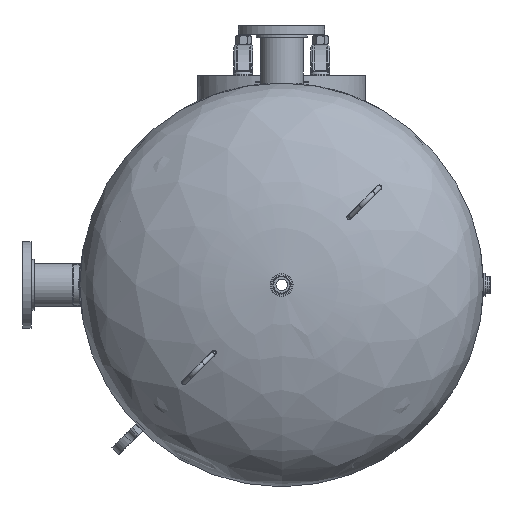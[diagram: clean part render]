
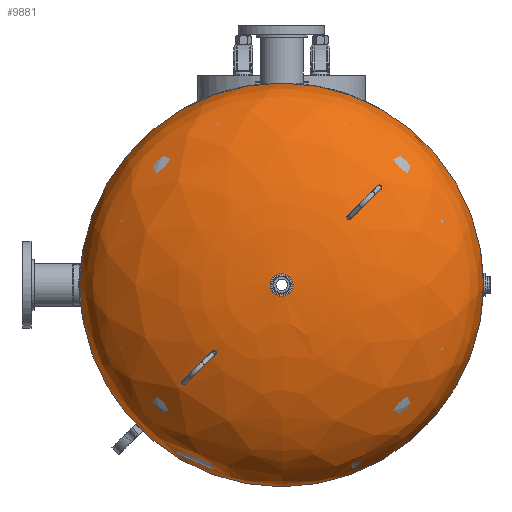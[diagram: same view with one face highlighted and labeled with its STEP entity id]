
A CAD part, left-side view. The second image highlights one B-rep face of the part: STEP entity #9881.
In plain terms, the highlighted free-form (B-spline) face has degree [2, 2] with [3, 9] control points.
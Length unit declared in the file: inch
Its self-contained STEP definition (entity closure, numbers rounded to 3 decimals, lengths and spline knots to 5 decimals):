
#187=ELLIPSE('',#10778,21.,10.612);
#691=CIRCLE('',#10776,21.);
#692=CIRCLE('',#10777,21.);
#3005=FACE_OUTER_BOUND('',#3572,.T.);
#3572=EDGE_LOOP('',(#7095,#7096,#7097,#7098,#7099,#7100));
#4197=B_SPLINE_CURVE_WITH_KNOTS('',3,(#15853,#15854,#15855,#15856,#15857,
#15858,#15859,#15860,#15861,#15862,#15863,#15864,#15865,#15866,#15867,#15868,
#15869,#15870,#15871,#15872,#15873,#15874,#15875,#15876,#15877,#15878,#15879,
#15880),.UNSPECIFIED.,.F.,.F.,(4,2,2,2,2,2,2,2,2,2,2,2,2,4),(-14.50648,
-13.99735,-13.48822,-12.58901,-11.68979,
-10.79058,-9.89136,-8.99215,-8.09293,
-7.19372,-6.2945,-5.39529,-4.49607,
-3.62708),.UNSPECIFIED.);
#4198=B_SPLINE_CURVE_WITH_KNOTS('',3,(#15881,#15882,#15883,#15884,#15885,
#15886,#15887,#15888,#15889,#15890,#15891,#15892),.UNSPECIFIED.,.F.,.F.,
(4,2,2,2,2,4),(-3.62708,-3.59686,-2.69764,-1.79843,
-0.89921,0.),.UNSPECIFIED.);
#4490=VERTEX_POINT('',#15850);
#4491=VERTEX_POINT('',#15852);
#4510=VERTEX_POINT('',#16133);
#4511=VERTEX_POINT('',#16134);
#5492=EDGE_CURVE('',#4491,#4490,#4197,.T.);
#5493=EDGE_CURVE('',#4490,#4491,#4198,.T.);
#5519=EDGE_CURVE('',#4510,#4511,#691,.T.);
#5520=EDGE_CURVE('',#4511,#4510,#692,.T.);
#5522=EDGE_CURVE('',#4510,#4491,#187,.T.);
#7095=ORIENTED_EDGE('',*,*,#5492,.T.);
#7096=ORIENTED_EDGE('',*,*,#5493,.T.);
#7097=ORIENTED_EDGE('',*,*,#5522,.F.);
#7098=ORIENTED_EDGE('',*,*,#5519,.T.);
#7099=ORIENTED_EDGE('',*,*,#5520,.T.);
#7100=ORIENTED_EDGE('',*,*,#5522,.T.);
#9833=(
BOUNDED_SURFACE()
B_SPLINE_SURFACE(2,2,((#16138,#16139,#16140,#16141,#16142,#16143,#16144,
#16145,#16146),(#16147,#16148,#16149,#16150,#16151,#16152,#16153,#16154,
#16155),(#16156,#16157,#16158,#16159,#16160,#16161,#16162,#16163,#16164)),
 .UNSPECIFIED.,.F.,.T.,.F.)
B_SPLINE_SURFACE_WITH_KNOTS((3,3),(3,2,2,2,3),(-1.5708,0.),
(0.,1.5708,3.14159,4.71239,6.28319),
 .UNSPECIFIED.)
GEOMETRIC_REPRESENTATION_ITEM()
RATIONAL_B_SPLINE_SURFACE(((1.,0.707,1.,0.707,1.,
0.707,1.,0.707,1.),(0.707,0.5,0.707,
0.5,0.707,0.5,0.707,0.5,0.707),(1.,
0.707,1.,0.707,1.,0.707,1.,0.707,
1.)))
REPRESENTATION_ITEM('')
SURFACE()
);
#9881=ADVANCED_FACE('',(#3005),#9833,.T.);
#10776=AXIS2_PLACEMENT_3D('',#16135,#11893,#11894);
#10777=AXIS2_PLACEMENT_3D('',#16136,#11895,#11896);
#10778=AXIS2_PLACEMENT_3D('',#16165,#11898,#11899);
#11893=DIRECTION('center_axis',(0.,0.,
1.));
#11894=DIRECTION('ref_axis',(1.,0.,0.));
#11895=DIRECTION('center_axis',(0.,0.,
1.));
#11896=DIRECTION('ref_axis',(1.,0.,0.));
#11898=DIRECTION('center_axis',(-1.,0.,0.));
#11899=DIRECTION('ref_axis',(0.,-1.,0.));
#15850=CARTESIAN_POINT('',(0.90625,0.,11.92761));
#15852=CARTESIAN_POINT('',(0.,-0.90625,11.92761));
#15853=CARTESIAN_POINT('Ctrl Pts',(0.,-0.90625,
11.92761));
#15854=CARTESIAN_POINT('Ctrl Pts',(-0.06681,-0.90625,
11.92761));
#15855=CARTESIAN_POINT('Ctrl Pts',(-0.13342,-0.89886,
11.92761));
#15856=CARTESIAN_POINT('Ctrl Pts',(-0.26381,-0.86957,
11.92761));
#15857=CARTESIAN_POINT('Ctrl Pts',(-0.32718,-0.84777,
11.92761));
#15858=CARTESIAN_POINT('Ctrl Pts',(-0.49424,-0.76872,
11.92761));
#15859=CARTESIAN_POINT('Ctrl Pts',(-0.59004,-0.6979,
11.92761));
#15860=CARTESIAN_POINT('Ctrl Pts',(-0.74909,-0.52353,
11.92761));
#15861=CARTESIAN_POINT('Ctrl Pts',(-0.81082,-0.42164,
11.92761));
#15862=CARTESIAN_POINT('Ctrl Pts',(-0.89176,-0.19994,
11.92761));
#15863=CARTESIAN_POINT('Ctrl Pts',(-0.91019,-0.08225,
11.92761));
#15864=CARTESIAN_POINT('Ctrl Pts',(-0.9009,0.15358,
11.92761));
#15865=CARTESIAN_POINT('Ctrl Pts',(-0.87327,0.26947,
11.92761));
#15866=CARTESIAN_POINT('Ctrl Pts',(-0.77514,0.48411,
11.92761));
#15867=CARTESIAN_POINT('Ctrl Pts',(-0.70559,0.58083,
11.92761));
#15868=CARTESIAN_POINT('Ctrl Pts',(-0.53332,0.74215,
11.92761));
#15869=CARTESIAN_POINT('Ctrl Pts',(-0.43225,0.80522,
11.92761));
#15870=CARTESIAN_POINT('Ctrl Pts',(-0.21163,0.88906,
11.92761));
#15871=CARTESIAN_POINT('Ctrl Pts',(-0.09418,0.90903,
11.92761));
#15872=CARTESIAN_POINT('Ctrl Pts',(0.14175,0.90284,
11.92761));
#15873=CARTESIAN_POINT('Ctrl Pts',(0.25798,0.87673,
11.92761));
#15874=CARTESIAN_POINT('Ctrl Pts',(0.4739,0.78143,
11.92761));
#15875=CARTESIAN_POINT('Ctrl Pts',(0.57152,0.71315,
11.92761));
#15876=CARTESIAN_POINT('Ctrl Pts',(0.73509,0.54301,
11.92761));
#15877=CARTESIAN_POINT('Ctrl Pts',(0.79948,0.44278,
11.92761));
#15878=CARTESIAN_POINT('Ctrl Pts',(0.88475,0.22696,11.92761));
#15879=CARTESIAN_POINT('Ctrl Pts',(0.90625,0.11397,
11.92761));
#15880=CARTESIAN_POINT('Ctrl Pts',(0.90625,0.,
11.92761));
#15881=CARTESIAN_POINT('Ctrl Pts',(0.90625,0.,
11.92761));
#15882=CARTESIAN_POINT('Ctrl Pts',(0.90625,-0.00396,
11.92761));
#15883=CARTESIAN_POINT('Ctrl Pts',(0.90622,-0.00793,
11.92761));
#15884=CARTESIAN_POINT('Ctrl Pts',(0.90462,-0.12989,
11.92761));
#15885=CARTESIAN_POINT('Ctrl Pts',(0.88004,-0.24646,
11.92761));
#15886=CARTESIAN_POINT('Ctrl Pts',(0.78758,-0.46361,
11.92761));
#15887=CARTESIAN_POINT('Ctrl Pts',(0.72059,-0.56211,
11.92761));
#15888=CARTESIAN_POINT('Ctrl Pts',(0.55261,-0.7279,
11.92761));
#15889=CARTESIAN_POINT('Ctrl Pts',(0.45323,-0.7936,
11.92761));
#15890=CARTESIAN_POINT('Ctrl Pts',(0.23489,-0.8832,
11.92761));
#15891=CARTESIAN_POINT('Ctrl Pts',(0.11801,-0.90625,
11.92761));
#15892=CARTESIAN_POINT('Ctrl Pts',(0.,-0.90625,
11.92761));
#16133=CARTESIAN_POINT('',(0.,-21.,1.3255));
#16134=CARTESIAN_POINT('',(0.,21.,1.3255));
#16135=CARTESIAN_POINT('Origin',(0.,0.,
1.3255));
#16136=CARTESIAN_POINT('Origin',(0.,0.,
1.3255));
#16138=CARTESIAN_POINT('Ctrl Pts',(0.,0.,
11.9375));
#16139=CARTESIAN_POINT('Ctrl Pts',(0.,0.,
11.9375));
#16140=CARTESIAN_POINT('Ctrl Pts',(0.,0.,
11.9375));
#16141=CARTESIAN_POINT('Ctrl Pts',(0.,0.,
11.9375));
#16142=CARTESIAN_POINT('Ctrl Pts',(0.,0.,
11.9375));
#16143=CARTESIAN_POINT('Ctrl Pts',(0.,0.,
11.9375));
#16144=CARTESIAN_POINT('Ctrl Pts',(0.,0.,
11.9375));
#16145=CARTESIAN_POINT('Ctrl Pts',(0.,0.,
11.9375));
#16146=CARTESIAN_POINT('Ctrl Pts',(0.,0.,
11.9375));
#16147=CARTESIAN_POINT('Ctrl Pts',(0.,-21.,11.9375));
#16148=CARTESIAN_POINT('Ctrl Pts',(21.,-21.,11.9375));
#16149=CARTESIAN_POINT('Ctrl Pts',(21.,0.,11.9375));
#16150=CARTESIAN_POINT('Ctrl Pts',(21.,21.,11.9375));
#16151=CARTESIAN_POINT('Ctrl Pts',(0.,21.,11.9375));
#16152=CARTESIAN_POINT('Ctrl Pts',(-21.,21.,11.9375));
#16153=CARTESIAN_POINT('Ctrl Pts',(-21.,0.,11.9375));
#16154=CARTESIAN_POINT('Ctrl Pts',(-21.,-21.,11.9375));
#16155=CARTESIAN_POINT('Ctrl Pts',(0.,-21.,11.9375));
#16156=CARTESIAN_POINT('Ctrl Pts',(0.,-21.,1.3255));
#16157=CARTESIAN_POINT('Ctrl Pts',(21.,-21.,1.3255));
#16158=CARTESIAN_POINT('Ctrl Pts',(21.,0.,1.3255));
#16159=CARTESIAN_POINT('Ctrl Pts',(21.,21.,1.3255));
#16160=CARTESIAN_POINT('Ctrl Pts',(0.,21.,1.3255));
#16161=CARTESIAN_POINT('Ctrl Pts',(-21.,21.,1.3255));
#16162=CARTESIAN_POINT('Ctrl Pts',(-21.,0.,1.3255));
#16163=CARTESIAN_POINT('Ctrl Pts',(-21.,-21.,1.3255));
#16164=CARTESIAN_POINT('Ctrl Pts',(0.,-21.,1.3255));
#16165=CARTESIAN_POINT('Origin',(0.,0.,
1.3255));
